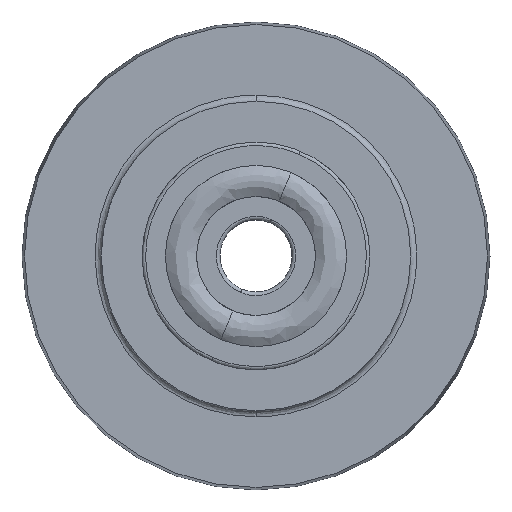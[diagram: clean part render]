
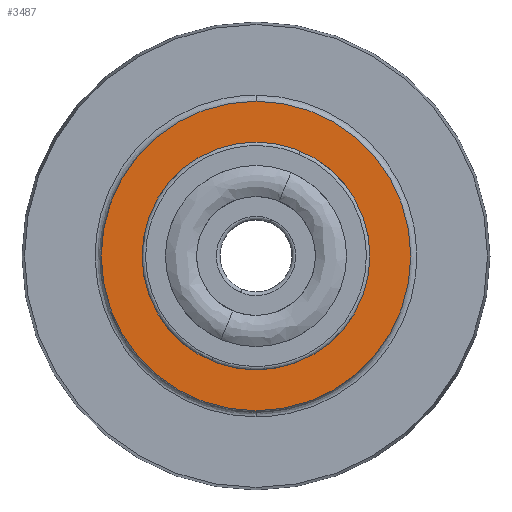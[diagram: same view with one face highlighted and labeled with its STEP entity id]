
A CAD part, left-side view. The second image highlights one B-rep face of the part: STEP entity #3487.
In plain terms, the highlighted planar face has unit normal (-1, 0, 0).
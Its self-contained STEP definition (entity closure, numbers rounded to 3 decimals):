
#84 = CARTESIAN_POINT ( 'NONE',  ( -9.8, -9.5, 0. ) ) ;
#213 = DIRECTION ( 'NONE',  ( 1., 0., 0. ) ) ;
#269 = CIRCLE ( 'NONE', #2470, 12.9 ) ;
#412 = CARTESIAN_POINT ( 'NONE',  ( -9.8, 0., 0. ) ) ;
#420 = EDGE_LOOP ( 'NONE', ( #1525, #2969 ) ) ;
#493 = AXIS2_PLACEMENT_3D ( 'NONE', #84, #2115, #1235 ) ;
#934 = CARTESIAN_POINT ( 'NONE',  ( -9.8, 0., 0. ) ) ;
#944 = DIRECTION ( 'NONE',  ( 0., 0., -1. ) ) ;
#970 = VERTEX_POINT ( 'NONE', #3291 ) ;
#979 = DIRECTION ( 'NONE',  ( 1., 0., 0. ) ) ;
#1125 = DIRECTION ( 'NONE',  ( 1., 0., 0. ) ) ;
#1175 = CARTESIAN_POINT ( 'NONE',  ( -9.8, 0., 0. ) ) ;
#1235 = DIRECTION ( 'NONE',  ( 0., 0., 1. ) ) ;
#1299 = DIRECTION ( 'NONE',  ( 0., 0., -1. ) ) ;
#1389 = CARTESIAN_POINT ( 'NONE',  ( -9.8, 0., 0. ) ) ;
#1411 = DIRECTION ( 'NONE',  ( 0., 0., -1. ) ) ;
#1466 = EDGE_LOOP ( 'NONE', ( #3407, #2967 ) ) ;
#1487 = VERTEX_POINT ( 'NONE', #2514 ) ;
#1489 = DIRECTION ( 'NONE',  ( 1., 0., 0. ) ) ;
#1525 = ORIENTED_EDGE ( 'NONE', *, *, #1804, .F. ) ;
#1696 = DIRECTION ( 'NONE',  ( 0., 0., -1. ) ) ;
#1714 = AXIS2_PLACEMENT_3D ( 'NONE', #412, #979, #1299 ) ;
#1775 = FACE_BOUND ( 'NONE', #1466, .T. ) ;
#1804 = EDGE_CURVE ( 'NONE', #1487, #970, #2355, .T. ) ;
#2083 = CIRCLE ( 'NONE', #1714, 9.5 ) ;
#2113 = VERTEX_POINT ( 'NONE', #2921 ) ;
#2115 = DIRECTION ( 'NONE',  ( -1., 0., 0. ) ) ;
#2254 = CIRCLE ( 'NONE', #3735, 9.5 ) ;
#2355 = CIRCLE ( 'NONE', #2616, 12.9 ) ;
#2470 = AXIS2_PLACEMENT_3D ( 'NONE', #1389, #213, #1696 ) ;
#2514 = CARTESIAN_POINT ( 'NONE',  ( -9.8, 0., -12.9 ) ) ;
#2616 = AXIS2_PLACEMENT_3D ( 'NONE', #934, #1489, #944 ) ;
#2921 = CARTESIAN_POINT ( 'NONE',  ( -9.8, 0., -9.5 ) ) ;
#2931 = EDGE_CURVE ( 'NONE', #2948, #2113, #2083, .T. ) ;
#2948 = VERTEX_POINT ( 'NONE', #3290 ) ;
#2967 = ORIENTED_EDGE ( 'NONE', *, *, #2931, .T. ) ;
#2969 = ORIENTED_EDGE ( 'NONE', *, *, #3639, .F. ) ;
#2993 = PLANE ( 'NONE',  #493 ) ;
#3290 = CARTESIAN_POINT ( 'NONE',  ( -9.8, 0., 9.5 ) ) ;
#3291 = CARTESIAN_POINT ( 'NONE',  ( -9.8, 0., 12.9 ) ) ;
#3397 = EDGE_CURVE ( 'NONE', #2113, #2948, #2254, .T. ) ;
#3407 = ORIENTED_EDGE ( 'NONE', *, *, #3397, .T. ) ;
#3487 = ADVANCED_FACE ( 'NONE', ( #1775, #3751 ), #2993, .T. ) ;
#3639 = EDGE_CURVE ( 'NONE', #970, #1487, #269, .T. ) ;
#3735 = AXIS2_PLACEMENT_3D ( 'NONE', #1175, #1125, #1411 ) ;
#3751 = FACE_OUTER_BOUND ( 'NONE', #420, .T. ) ;
